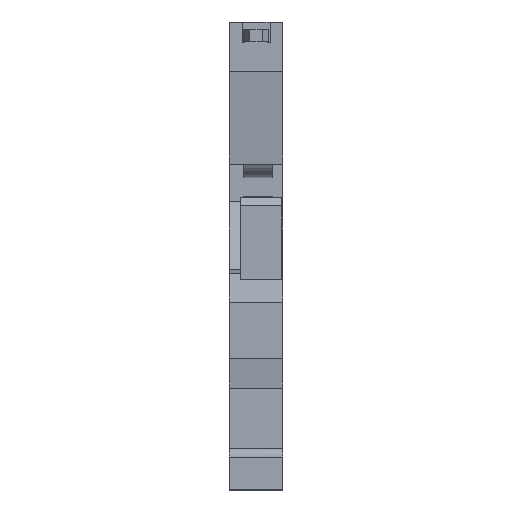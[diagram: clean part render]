
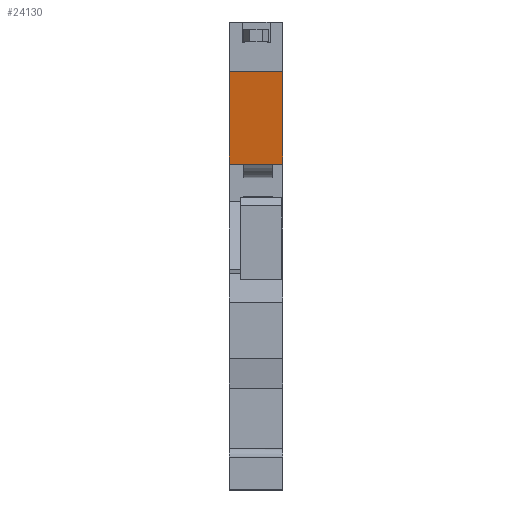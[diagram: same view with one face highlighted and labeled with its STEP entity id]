
A CAD part, front view. The second image highlights one B-rep face of the part: STEP entity #24130.
In plain terms, the highlighted face is planar.
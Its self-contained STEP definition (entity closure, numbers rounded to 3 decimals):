
#2490=CARTESIAN_POINT('',(2.803,25.564,
0.));
#2500=VERTEX_POINT('',#2490);
#2530=CARTESIAN_POINT('',(9.653,0.,
0.));
#2540=DIRECTION('',(0.259,-0.966,
0.));
#2550=VECTOR('',#2540,1.);
#2560=LINE('',#2530,#2550);
#2570=CARTESIAN_POINT('',(0.48,34.235,
0.));
#2580=VERTEX_POINT('',#2570);
#2590=EDGE_CURVE('',#2580,#2500,#2560,.T.);
#7880=CARTESIAN_POINT('',(0.48,34.235,
-5.15));
#7890=VERTEX_POINT('',#7880);
#7920=CARTESIAN_POINT('',(9.653,0.,
-5.15));
#7930=DIRECTION('',(0.259,-0.966,
0.));
#7940=VECTOR('',#7930,1.);
#7950=LINE('',#7920,#7940);
#7960=CARTESIAN_POINT('',(2.803,25.564,
-5.15));
#7970=VERTEX_POINT('',#7960);
#7980=EDGE_CURVE('',#7890,#7970,#7950,.T.);
#23920=CARTESIAN_POINT('',(0.516,34.1,
-5.15));
#23930=DIRECTION('',(0.966,0.259,
0.));
#23940=DIRECTION('',(-0.259,0.966,
0.));
#23950=AXIS2_PLACEMENT_3D('',#23920,#23930,#23940);
#23960=PLANE('',#23950);
#23970=ORIENTED_EDGE('',*,*,#7980,.T.);
#23980=CARTESIAN_POINT('',(0.48,34.235,
-5.15));
#23990=DIRECTION('',(0.,0.,-1.));
#24000=VECTOR('',#23990,1.);
#24010=LINE('',#23980,#24000);
#24020=EDGE_CURVE('',#2580,#7890,#24010,.T.);
#24030=ORIENTED_EDGE('',*,*,#24020,.T.);
#24040=ORIENTED_EDGE('',*,*,#2590,.F.);
#24050=CARTESIAN_POINT('',(2.803,25.564,
-5.15));
#24060=DIRECTION('',(0.,0.,-1.));
#24070=VECTOR('',#24060,1.);
#24080=LINE('',#24050,#24070);
#24090=EDGE_CURVE('',#2500,#7970,#24080,.T.);
#24100=ORIENTED_EDGE('',*,*,#24090,.F.);
#24110=EDGE_LOOP('',(#24100,#24040,#24030,#23970));
#24120=FACE_OUTER_BOUND('',#24110,.T.);
#24130=ADVANCED_FACE('',(#24120),#23960,.F.);
